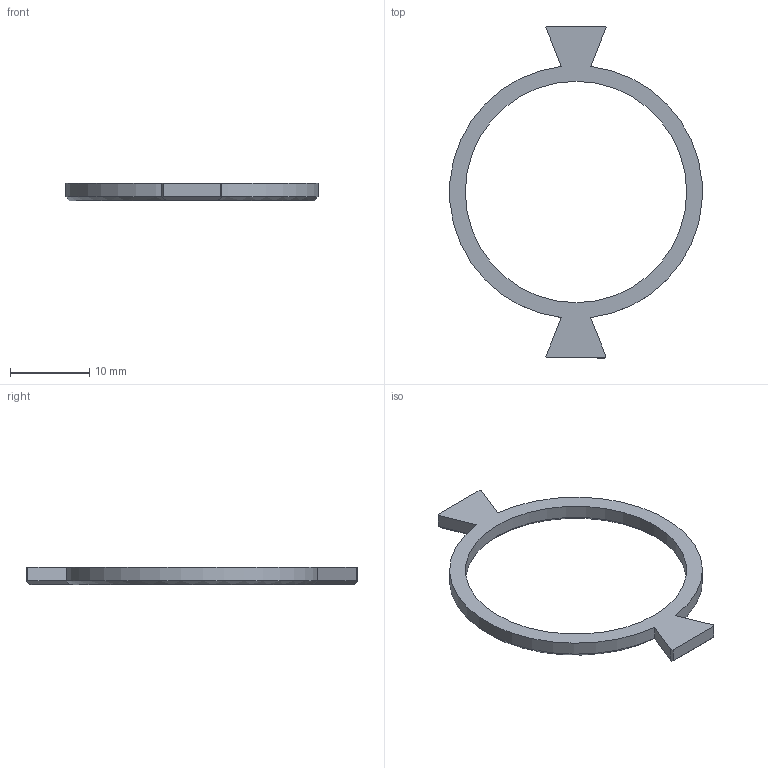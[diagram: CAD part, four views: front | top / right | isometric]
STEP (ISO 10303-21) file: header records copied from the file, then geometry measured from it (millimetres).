
FILE_DESCRIPTION(/* description */ ('Unknown'),/* implementation_level */ '2;1');
FILE_NAME(/* name */ 'lomo_LCA_focusLock',/* time_stamp */ '2024-03-15T12:11:33-04:00',/* author */ ('Unknown'),/* organization */ ('Unknown'),/* preprocessor_version */ 'ST-DEVELOPER v18.1',/* originating_system */ 'Solid Edge',/* authorisation */ 'Unknown');
FILE_SCHEMA (('AUTOMOTIVE_DESIGN {1 0 10303 214 3 1 1}'));
Length unit declared in the file: millimetre
Products named in the file (2): lomo_LCA; lomo_LCA_focusLock
Assembly tree (1 placements, depth 2):
  lomo_LCA
    lomo_LCA_focusLock
Bounding box: 31.88 x 42 x 2.2 mm (x, y, z)
Volume: 515 mm3; surface area: 908.4 mm2
Topology: 1 solids, 1 shells, 24 faces, 62 edges, 40 vertices
Faces by surface type: plane 18, cylinder 3, cone 3
Full cylindrical faces by diameter (mm): 28 x1
Entity records: 771 total; most frequent: CARTESIAN_POINT 141, ORIENTED_EDGE 120, DIRECTION 116, EDGE_CURVE 60, LINE 46, VECTOR 46, VERTEX_POINT 40, AXIS2_PLACEMENT_3D 35
